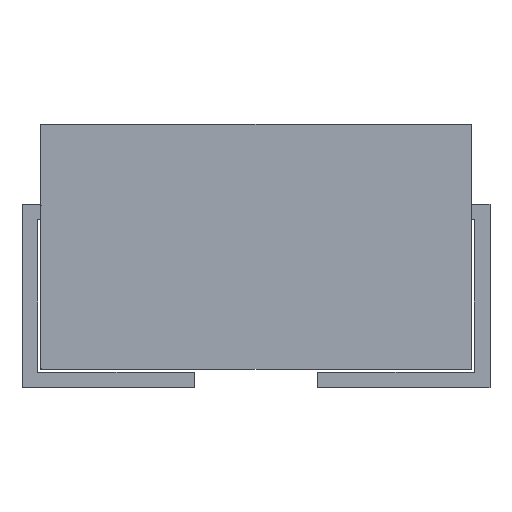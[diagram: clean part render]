
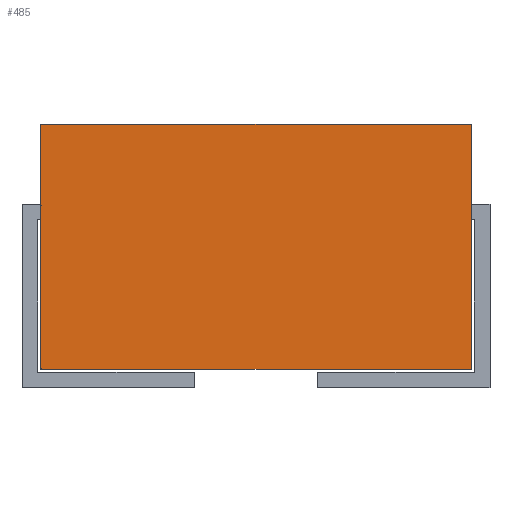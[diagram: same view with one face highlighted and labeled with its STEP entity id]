
A CAD part, front view. The second image highlights one B-rep face of the part: STEP entity #485.
In plain terms, the highlighted face is planar.
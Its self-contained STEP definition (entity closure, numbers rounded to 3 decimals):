
#212=CARTESIAN_POINT('',(3.505,-3.505,4.293));
#211=VERTEX_POINT('',#212);
#222=CARTESIAN_POINT('',(3.505,-3.505,0.305));
#221=VERTEX_POINT('',#222);
#220=EDGE_CURVE('',#221,#211,#225,.T.);
#225=LINE('',#222,#227);
#227=VECTOR('',#228,3.988);
#228=DIRECTION('',(0.0,0.0,1.0));
#398=CARTESIAN_POINT('',(-3.505,-3.505,0.305));
#397=VERTEX_POINT('',#398);
#408=CARTESIAN_POINT('',(-3.505,-3.505,4.293));
#407=VERTEX_POINT('',#408);
#406=EDGE_CURVE('',#407,#397,#411,.T.);
#411=LINE('',#408,#413);
#413=VECTOR('',#414,3.988);
#414=DIRECTION('',(0.0,0.0,-1.0));
#485=ADVANCED_FACE('',(#491),#486,.T.);
#486=PLANE('',#487);
#487=AXIS2_PLACEMENT_3D('',#488,#489,#490);
#488=CARTESIAN_POINT('',(-3.505,-3.505,0.305));
#489=DIRECTION('',(0.0,-1.0,0.0));
#490=DIRECTION('',(0.,0.,1.));
#491=FACE_OUTER_BOUND('',#492,.T.);
#492=EDGE_LOOP('',(#493,#503,#513,#523));
#494=EDGE_CURVE('',#221,#397,#499,.T.);
#499=LINE('',#222,#501);
#501=VECTOR('',#502,7.01);
#502=DIRECTION('',(-1.0,0.0,0.0));
#493=ORIENTED_EDGE('',*,*,#494,.F.);
#503=ORIENTED_EDGE('',*,*,#220,.T.);
#514=EDGE_CURVE('',#407,#211,#519,.T.);
#519=LINE('',#408,#521);
#521=VECTOR('',#522,7.01);
#522=DIRECTION('',(1.0,0.0,0.0));
#513=ORIENTED_EDGE('',*,*,#514,.F.);
#523=ORIENTED_EDGE('',*,*,#406,.T.);
